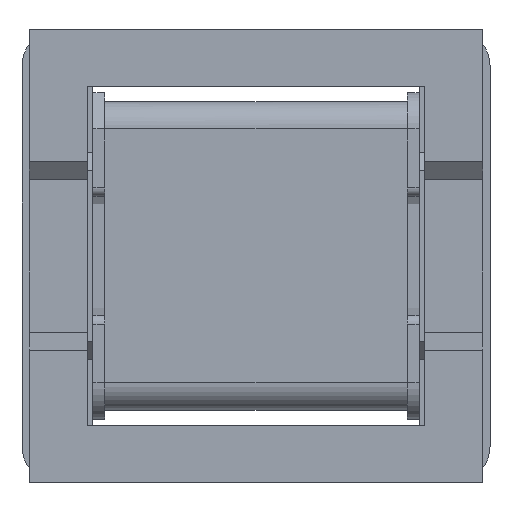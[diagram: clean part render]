
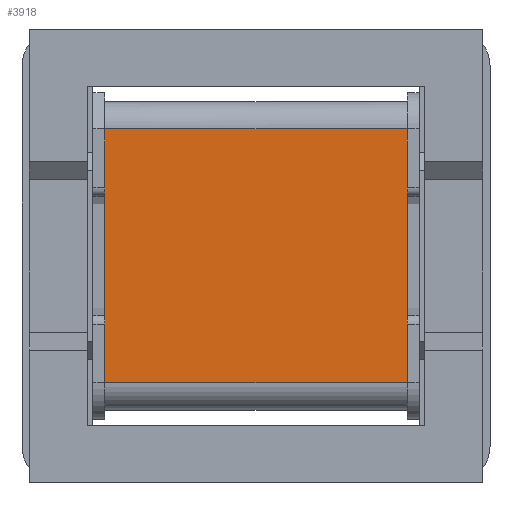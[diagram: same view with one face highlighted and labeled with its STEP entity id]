
A CAD part, top view. The second image highlights one B-rep face of the part: STEP entity #3918.
In plain terms, the highlighted planar face has unit normal (0, 0, 1).
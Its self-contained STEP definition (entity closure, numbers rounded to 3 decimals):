
#31=LINE('',#5133,#355);
#231=LINE('',#5624,#555);
#235=LINE('',#5629,#559);
#236=LINE('',#5633,#560);
#237=LINE('',#5637,#561);
#257=LINE('',#5674,#581);
#258=LINE('',#5688,#582);
#259=LINE('',#5690,#583);
#355=VECTOR('',#4343,1000.);
#555=VECTOR('',#4783,1000.);
#559=VECTOR('',#4789,1000.);
#560=VECTOR('',#4794,1000.);
#561=VECTOR('',#4799,1000.);
#581=VECTOR('',#4843,1000.);
#582=VECTOR('',#4864,1000.);
#583=VECTOR('',#4865,1000.);
#1315=ORIENTED_EDGE('',*,*,#1798,.F.);
#1316=ORIENTED_EDGE('',*,*,#1832,.F.);
#1317=ORIENTED_EDGE('',*,*,#1833,.T.);
#1318=ORIENTED_EDGE('',*,*,#1558,.T.);
#1319=ORIENTED_EDGE('',*,*,#1828,.T.);
#1320=ORIENTED_EDGE('',*,*,#1805,.T.);
#1321=ORIENTED_EDGE('',*,*,#1803,.F.);
#1322=ORIENTED_EDGE('',*,*,#1807,.F.);
#1558=EDGE_CURVE('',#1960,#1962,#31,.T.);
#1798=EDGE_CURVE('',#2133,#2014,#231,.T.);
#1803=EDGE_CURVE('',#2018,#2134,#235,.T.);
#1805=EDGE_CURVE('',#2135,#2134,#236,.T.);
#1807=EDGE_CURVE('',#2014,#2018,#237,.T.);
#1828=EDGE_CURVE('',#1962,#2135,#257,.T.);
#1832=EDGE_CURVE('',#2144,#2133,#258,.T.);
#1833=EDGE_CURVE('',#2144,#1960,#259,.T.);
#1960=VERTEX_POINT('',#5128);
#1962=VERTEX_POINT('',#5132);
#2014=VERTEX_POINT('',#5268);
#2018=VERTEX_POINT('',#5280);
#2133=VERTEX_POINT('',#5623);
#2134=VERTEX_POINT('',#5630);
#2135=VERTEX_POINT('',#5634);
#2144=VERTEX_POINT('',#5689);
#2455=EDGE_LOOP('',(#1315,#1316,#1317,#1318,#1319,#1320,#1321,#1322));
#2663=FACE_BOUND('',#2455,.T.);
#2792=PLANE('',#4172);
#3918=ADVANCED_FACE('',(#2663),#2792,.T.);
#4172=AXIS2_PLACEMENT_3D('',#5687,#4862,#4863);
#4343=DIRECTION('',(1.,0.,0.));
#4783=DIRECTION('',(1.,0.,0.));
#4789=DIRECTION('',(1.,0.,0.));
#4794=DIRECTION('',(0.,1.,0.));
#4799=DIRECTION('',(1.,0.,0.));
#4843=DIRECTION('',(1.,0.,0.));
#4862=DIRECTION('',(0.,0.,1.));
#4863=DIRECTION('',(1.,0.,0.));
#4864=DIRECTION('',(0.,1.,0.));
#4865=DIRECTION('',(1.,0.,0.));
#5128=CARTESIAN_POINT('',(-3.262,-8.35,5.5));
#5132=CARTESIAN_POINT('',(3.262,-8.35,5.5));
#5133=CARTESIAN_POINT('',(-7.,-8.35,5.5));
#5268=CARTESIAN_POINT('',(-3.262,8.35,5.5));
#5280=CARTESIAN_POINT('',(3.262,8.35,5.5));
#5623=CARTESIAN_POINT('',(-7.,8.35,5.5));
#5624=CARTESIAN_POINT('',(-7.,8.35,5.5));
#5629=CARTESIAN_POINT('',(-7.,8.35,5.5));
#5630=CARTESIAN_POINT('',(7.,8.35,5.5));
#5633=CARTESIAN_POINT('',(7.,-8.35,5.5));
#5634=CARTESIAN_POINT('',(7.,-8.35,5.5));
#5637=CARTESIAN_POINT('',(-7.,8.35,5.5));
#5674=CARTESIAN_POINT('',(-7.,-8.35,5.5));
#5687=CARTESIAN_POINT('',(-7.,-8.35,5.5));
#5688=CARTESIAN_POINT('',(-7.,-8.35,5.5));
#5689=CARTESIAN_POINT('',(-7.,-8.35,5.5));
#5690=CARTESIAN_POINT('',(-7.,-8.35,5.5));
